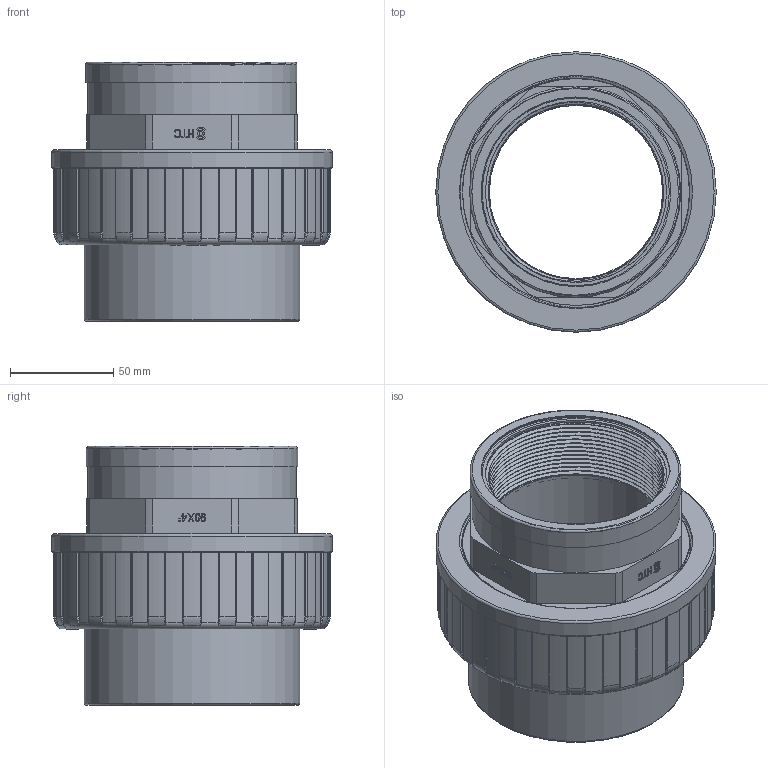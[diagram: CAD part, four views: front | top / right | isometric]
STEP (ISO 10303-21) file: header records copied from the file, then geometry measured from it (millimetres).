
FILE_DESCRIPTION(/* description */ (''),/* implementation_level */ '2;1');
FILE_NAME(/* name */ 'AF0652.113.090.step',/* time_stamp */ '2025-12-29T10:33:27+01:00',/* author */ (''),/* organization */ (''),/* preprocessor_version */ 'ST-DEVELOPER v20.1',/* originating_system */ 'Autodesk Translation Framework v14.21.0.0',/* authorisation */ '');
FILE_SCHEMA (('AUTOMOTIVE_DESIGN { 1 0 10303 214 3 1 1 }'));
Products named in the file (1): 2025-12-29-09-13-01-314
Bounding box: 136 x 136 x 125.74 mm (x, y, z)
Volume: 555045.9 mm3; surface area: 178757.1 mm2
Topology: 5 solids, 5 shells, 2138 faces, 6044 edges, 4010 vertices
Faces by surface type: plane 1768, cylinder 220, bspline 112, torus 37, cone 1
Full cylindrical faces by diameter (mm): 1.56 x1, 1.8 x1, 2.34 x1, 3.2 x1, 3.32 x1, 4.98 x1, 84 x1, 84.926 x12, 85 x1, 87.884 x13, 91.262 x1, 92 x1, 93.6 x2, 101 x1, 101.368 x1, 102.494 x1, 104.5 x1, 105 x2, 105.1 x1, 109.7 x1, 110 x1, 110.072 x25, 113.03 x24, 136 x1
Entity records: 117643 total; most frequent: CARTESIAN_POINT 62898, ORIENTED_EDGE 12088, DIRECTION 10117, EDGE_CURVE 6044, LINE 5203, VECTOR 5203, VERTEX_POINT 4010, AXIS2_PLACEMENT_3D 2457
